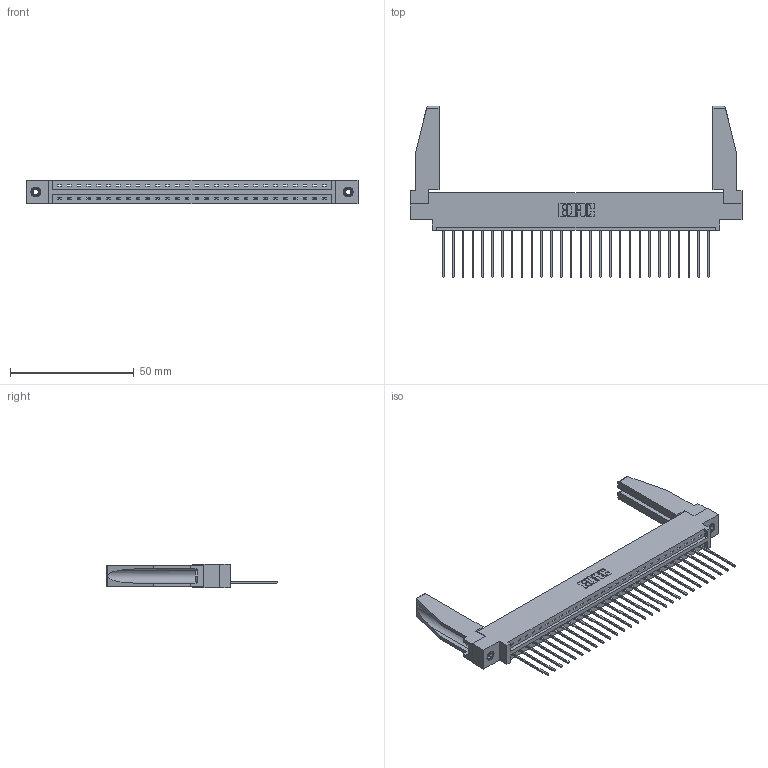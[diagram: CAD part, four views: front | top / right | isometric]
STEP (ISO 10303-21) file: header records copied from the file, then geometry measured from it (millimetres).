
FILE_DESCRIPTION (( 'STEP AP203' ), '1' );
FILE_NAME ('387-028-541-678.STEP', '2019-10-03T16:22:42', ( '' ), ( '' ), 'SwSTEP 2.0', 'SolidWorks 2016', '' );
FILE_SCHEMA (( 'CONFIG_CONTROL_DESIGN' ));
Length unit declared in the file: inch
Products named in the file (5): 387-028-541-678; 307-220-078; 345-292-001_345-293-141; 345-250-001_345-250-001-102; 337 Part_0.170 Offset - 0.156 Dia-TI
Assembly tree (33 placements, depth 2):
  387-028-541-678
    337 Part_0.170 Offset - 0.156 Dia-TI
    345-292-001_345-293-141  x28
    345-250-001_345-250-001-102  x2
    307-220-078  x2
Bounding box: 133.96 x 69.09 x 9.4 mm (x, y, z)
Volume: 17715.9 mm3; surface area: 18604.2 mm2
Topology: 33 solids, 33 shells, 1984 faces, 5917 edges, 3898 vertices
Faces by surface type: plane 1446, cylinder 522, cone 12, torus 4
Entity records: 25214 total; most frequent: CARTESIAN_POINT 4384, ORIENTED_EDGE 4304, DIRECTION 3728, EDGE_CURVE 2152, LINE 1986, VECTOR 1986, VERTEX_POINT 1428, AXIS2_PLACEMENT_3D 871
